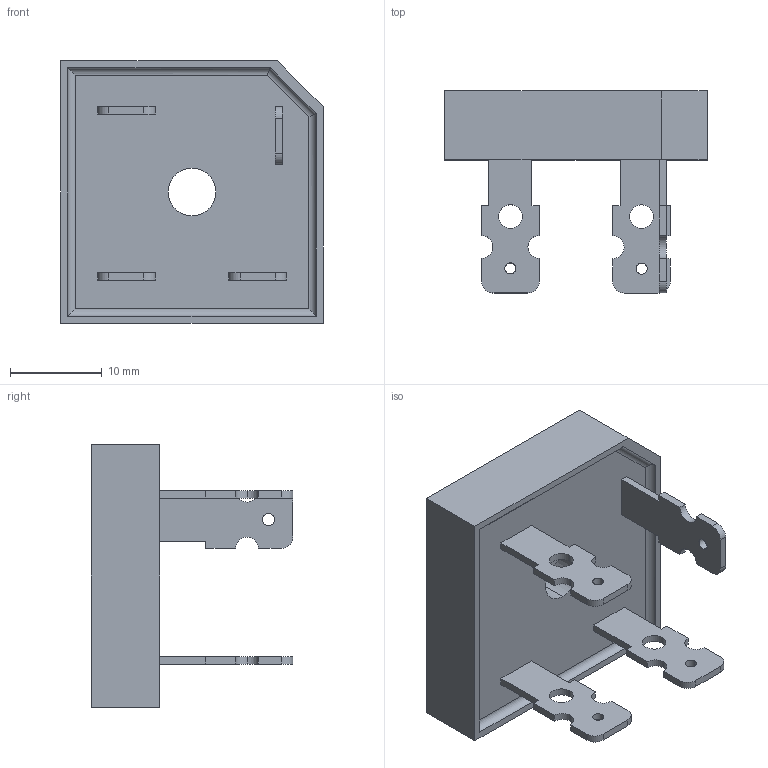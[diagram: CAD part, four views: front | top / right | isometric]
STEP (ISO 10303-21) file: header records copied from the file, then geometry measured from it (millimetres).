
FILE_DESCRIPTION (( 'STEP AP214' ), '1' );
FILE_NAME ('User Library-Bridge KBPC 5012 F.STEP', '2021-01-05T10:25:41', ( '' ), ( '' ), 'SwSTEP 2.0', 'SolidWorks 2020', '' );
FILE_SCHEMA (( 'AUTOMOTIVE_DESIGN' ));
Length unit declared in the file: millimetre
Products named in the file (1): User Library-Bridge KBPC 5012 F
Bounding box: 28.6 x 22 x 28.6 mm (x, y, z)
Volume: 5581.3 mm3; surface area: 3318.6 mm2
Topology: 1 solids, 1 shells, 93 faces, 258 edges, 172 vertices
Faces by surface type: plane 52, cylinder 41
Entity records: 4073 total; most frequent: CARTESIAN_POINT 539, ORIENTED_EDGE 516, DIRECTION 513, EDGE_CURVE 258, LINE 181, VECTOR 181, VERTEX_POINT 172, AXIS2_PLACEMENT_3D 166
